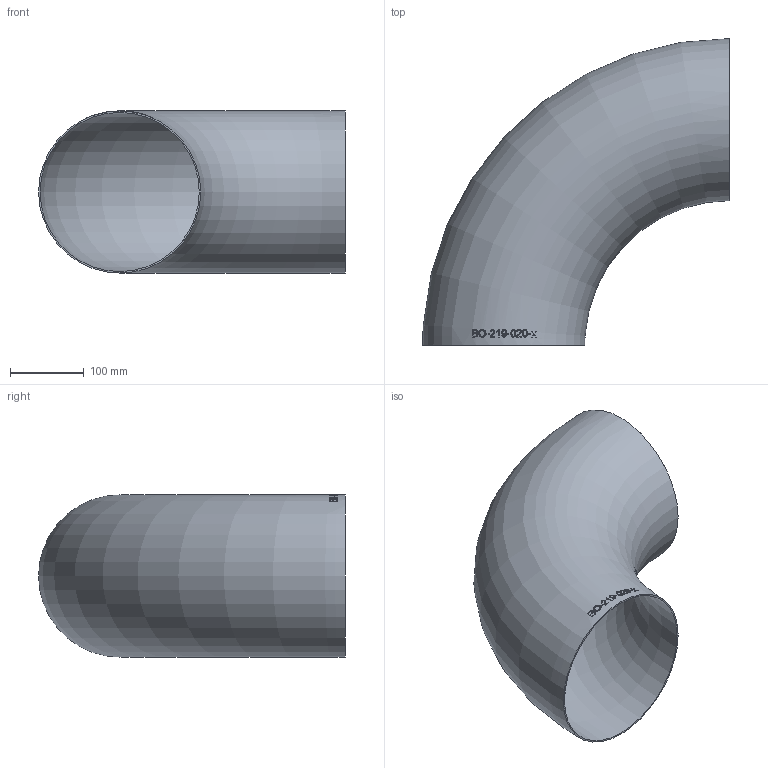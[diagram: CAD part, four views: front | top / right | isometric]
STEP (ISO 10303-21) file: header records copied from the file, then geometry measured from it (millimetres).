
FILE_DESCRIPTION (( 'STEP AP214' ), '1' );
FILE_NAME ('BO-219-020-x Bogen 1910.STEP', '2019-10-30T10:48:30', ( '' ), ( '' ), 'SwSTEP 2.0', 'SolidWorks 2016', '' );
FILE_SCHEMA (( 'AUTOMOTIVE_DESIGN' ));
Length unit declared in the file: millimetre
Products named in the file (1): BO-219-020-x Bogen 1910
Bounding box: 414.55 x 414.55 x 219.1 mm (x, y, z)
Volume: 653494.3 mm3; surface area: 656294.3 mm2
Topology: 1 solids, 1 shells, 133 faces, 343 edges, 229 vertices
Faces by surface type: bspline 63, plane 49, torus 21
Entity records: 7455 total; most frequent: CARTESIAN_POINT 3501, ORIENTED_EDGE 668, EDGE_CURVE 334, DIRECTION 258, VERTEX_POINT 224, B_SPLINE_CURVE_WITH_KNOTS 220, EDGE_LOOP 154, FACE_OUTER_BOUND 134
